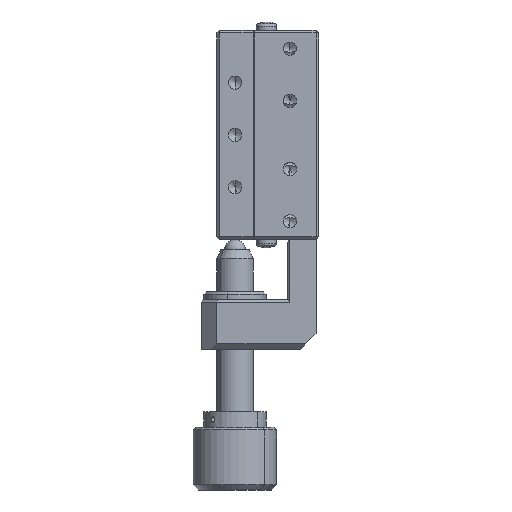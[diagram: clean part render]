
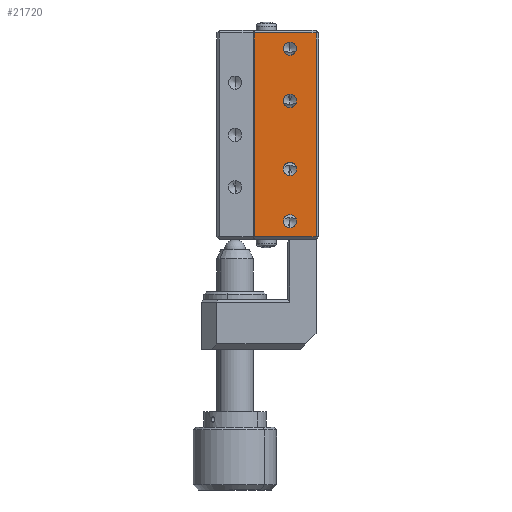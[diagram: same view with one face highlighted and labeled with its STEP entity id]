
A CAD part, front view. The second image highlights one B-rep face of the part: STEP entity #21720.
In plain terms, the highlighted planar face has unit normal (0, -1, 0).
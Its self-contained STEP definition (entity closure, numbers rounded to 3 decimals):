
#284 = DIRECTION ( 'NONE',  ( 0., -1., 0. ) ) ;
#315 = LINE ( 'NONE', #3109, #32943 ) ;
#337 = CARTESIAN_POINT ( 'NONE',  ( 19., 0., 0.5 ) ) ;
#723 = CARTESIAN_POINT ( 'NONE',  ( 7.2, 0., 39.5 ) ) ;
#1067 = CARTESIAN_POINT ( 'NONE',  ( 7.2, 0., 0.5 ) ) ;
#1647 = VERTEX_POINT ( 'NONE', #1753 ) ;
#1753 = CARTESIAN_POINT ( 'NONE',  ( 14., 0., 4.75 ) ) ;
#1769 = DIRECTION ( 'NONE',  ( 0., -1., 0. ) ) ;
#1772 = CARTESIAN_POINT ( 'NONE',  ( 14., 0., 36.5 ) ) ;
#1962 = EDGE_CURVE ( 'NONE', #17844, #32105, #35538, .T. ) ;
#2045 = LINE ( 'NONE', #33005, #24354 ) ;
#2058 = VERTEX_POINT ( 'NONE', #1067 ) ;
#2828 = VERTEX_POINT ( 'NONE', #25443 ) ;
#2951 = ORIENTED_EDGE ( 'NONE', *, *, #12014, .F. ) ;
#3109 = CARTESIAN_POINT ( 'NONE',  ( 7.2, 0., 0.5 ) ) ;
#3500 = AXIS2_PLACEMENT_3D ( 'NONE', #14572, #12150, #3999 ) ;
#3589 = VERTEX_POINT ( 'NONE', #23426 ) ;
#3875 = CARTESIAN_POINT ( 'NONE',  ( 14., 0., 3.5 ) ) ;
#3999 = DIRECTION ( 'NONE',  ( 0., 0., -1. ) ) ;
#4043 = DIRECTION ( 'NONE',  ( 0., -1., 0. ) ) ;
#4048 = VERTEX_POINT ( 'NONE', #24926 ) ;
#5083 = EDGE_CURVE ( 'NONE', #7061, #4048, #29496, .T. ) ;
#5428 = CARTESIAN_POINT ( 'NONE',  ( 14., 0., 27.75 ) ) ;
#5575 = DIRECTION ( 'NONE',  ( 0., -1., 0. ) ) ;
#6392 = ORIENTED_EDGE ( 'NONE', *, *, #8229, .T. ) ;
#6942 = CARTESIAN_POINT ( 'NONE',  ( 19., 0., 40. ) ) ;
#7061 = VERTEX_POINT ( 'NONE', #5428 ) ;
#7094 = VERTEX_POINT ( 'NONE', #24366 ) ;
#7160 = DIRECTION ( 'NONE',  ( 0., 0., -1. ) ) ;
#7187 = VECTOR ( 'NONE', #15228, 1000. ) ;
#7490 = FACE_BOUND ( 'NONE', #12483, .T. ) ;
#7553 = CARTESIAN_POINT ( 'NONE',  ( 14., 0., 14.75 ) ) ;
#8229 = EDGE_CURVE ( 'NONE', #7094, #30941, #15983, .T. ) ;
#8295 = DIRECTION ( 'NONE',  ( 0., 0., -1. ) ) ;
#8761 = ORIENTED_EDGE ( 'NONE', *, *, #11222, .F. ) ;
#9471 = DIRECTION ( 'NONE',  ( 0., 0., -1. ) ) ;
#9590 = DIRECTION ( 'NONE',  ( 0., -1., 0. ) ) ;
#9591 = CARTESIAN_POINT ( 'NONE',  ( 14., 0., 13.5 ) ) ;
#9605 = VERTEX_POINT ( 'NONE', #337 ) ;
#10082 = FACE_BOUND ( 'NONE', #31748, .T. ) ;
#10102 = VERTEX_POINT ( 'NONE', #19555 ) ;
#10397 = CARTESIAN_POINT ( 'NONE',  ( 14., 0., 26.5 ) ) ;
#10876 = AXIS2_PLACEMENT_3D ( 'NONE', #28164, #11762, #30974 ) ;
#11109 = ORIENTED_EDGE ( 'NONE', *, *, #30568, .T. ) ;
#11222 = EDGE_CURVE ( 'NONE', #1647, #10102, #28081, .T. ) ;
#11564 = DIRECTION ( 'NONE',  ( 0., 0., -1. ) ) ;
#11762 = DIRECTION ( 'NONE',  ( 0., 1., 0. ) ) ;
#11770 = ORIENTED_EDGE ( 'NONE', *, *, #34905, .T. ) ;
#12014 = EDGE_CURVE ( 'NONE', #32105, #17844, #21594, .T. ) ;
#12150 = DIRECTION ( 'NONE',  ( 0., -1., 0. ) ) ;
#12458 = AXIS2_PLACEMENT_3D ( 'NONE', #9591, #4043, #9471 ) ;
#12483 = EDGE_LOOP ( 'NONE', ( #15521, #30306 ) ) ;
#12830 = EDGE_CURVE ( 'NONE', #10102, #1647, #17670, .T. ) ;
#12886 = CARTESIAN_POINT ( 'NONE',  ( 14., 0., 12.25 ) ) ;
#14397 = PLANE ( 'NONE',  #10876 ) ;
#14572 = CARTESIAN_POINT ( 'NONE',  ( 14., 0., 26.5 ) ) ;
#14663 = ORIENTED_EDGE ( 'NONE', *, *, #35171, .F. ) ;
#15228 = DIRECTION ( 'NONE',  ( 0., 0., 1. ) ) ;
#15521 = ORIENTED_EDGE ( 'NONE', *, *, #23773, .F. ) ;
#15574 = AXIS2_PLACEMENT_3D ( 'NONE', #3875, #31009, #11564 ) ;
#15661 = DIRECTION ( 'NONE',  ( 0., -1., 0. ) ) ;
#15983 = LINE ( 'NONE', #723, #34428 ) ;
#16482 = AXIS2_PLACEMENT_3D ( 'NONE', #1772, #15661, #23675 ) ;
#16504 = FACE_OUTER_BOUND ( 'NONE', #33746, .T. ) ;
#16701 = CARTESIAN_POINT ( 'NONE',  ( 14., 0., 3.5 ) ) ;
#17300 = ORIENTED_EDGE ( 'NONE', *, *, #20238, .T. ) ;
#17670 = CIRCLE ( 'NONE', #19294, 1.25 ) ;
#17844 = VERTEX_POINT ( 'NONE', #7553 ) ;
#18181 = EDGE_LOOP ( 'NONE', ( #14663, #25174 ) ) ;
#19294 = AXIS2_PLACEMENT_3D ( 'NONE', #16701, #284, #24969 ) ;
#19499 = FACE_BOUND ( 'NONE', #18181, .T. ) ;
#19555 = CARTESIAN_POINT ( 'NONE',  ( 14., 0., 2.25 ) ) ;
#20238 = EDGE_CURVE ( 'NONE', #9605, #7094, #29051, .T. ) ;
#20420 = AXIS2_PLACEMENT_3D ( 'NONE', #28722, #9590, #7160 ) ;
#20564 = EDGE_LOOP ( 'NONE', ( #25465, #8761 ) ) ;
#21227 = FACE_BOUND ( 'NONE', #20564, .T. ) ;
#21297 = CARTESIAN_POINT ( 'NONE',  ( 7.2, 0., 39.5 ) ) ;
#21594 = CIRCLE ( 'NONE', #25011, 1.25 ) ;
#21720 = ADVANCED_FACE ( 'NONE', ( #7490, #19499, #10082, #21227, #16504 ), #14397, .F. ) ;
#21983 = CARTESIAN_POINT ( 'NONE',  ( 14., 0., 13.5 ) ) ;
#23426 = CARTESIAN_POINT ( 'NONE',  ( 14., 0., 37.75 ) ) ;
#23675 = DIRECTION ( 'NONE',  ( 0., 0., -1. ) ) ;
#23773 = EDGE_CURVE ( 'NONE', #2828, #3589, #34457, .T. ) ;
#24354 = VECTOR ( 'NONE', #8295, 1000. ) ;
#24366 = CARTESIAN_POINT ( 'NONE',  ( 19., 0., 39.5 ) ) ;
#24926 = CARTESIAN_POINT ( 'NONE',  ( 14., 0., 25.25 ) ) ;
#24969 = DIRECTION ( 'NONE',  ( 0., 0., -1. ) ) ;
#25011 = AXIS2_PLACEMENT_3D ( 'NONE', #21983, #5575, #27360 ) ;
#25174 = ORIENTED_EDGE ( 'NONE', *, *, #5083, .F. ) ;
#25443 = CARTESIAN_POINT ( 'NONE',  ( 14., 0., 35.25 ) ) ;
#25465 = ORIENTED_EDGE ( 'NONE', *, *, #12830, .F. ) ;
#27360 = DIRECTION ( 'NONE',  ( 0., 0., -1. ) ) ;
#27417 = DIRECTION ( 'NONE',  ( 1., 0., 0. ) ) ;
#28081 = CIRCLE ( 'NONE', #15574, 1.25 ) ;
#28164 = CARTESIAN_POINT ( 'NONE',  ( 7.2, 0., 40. ) ) ;
#28722 = CARTESIAN_POINT ( 'NONE',  ( 14., 0., 36.5 ) ) ;
#29023 = CIRCLE ( 'NONE', #16482, 1.25 ) ;
#29051 = LINE ( 'NONE', #6942, #7187 ) ;
#29496 = CIRCLE ( 'NONE', #3500, 1.25 ) ;
#30306 = ORIENTED_EDGE ( 'NONE', *, *, #31020, .F. ) ;
#30568 = EDGE_CURVE ( 'NONE', #2058, #9605, #315, .T. ) ;
#30941 = VERTEX_POINT ( 'NONE', #21297 ) ;
#30962 = DIRECTION ( 'NONE',  ( -1., 0., 0. ) ) ;
#30974 = DIRECTION ( 'NONE',  ( 0., 0., 1. ) ) ;
#31009 = DIRECTION ( 'NONE',  ( 0., -1., 0. ) ) ;
#31020 = EDGE_CURVE ( 'NONE', #3589, #2828, #29023, .T. ) ;
#31449 = AXIS2_PLACEMENT_3D ( 'NONE', #10397, #1769, #34735 ) ;
#31623 = ORIENTED_EDGE ( 'NONE', *, *, #1962, .F. ) ;
#31748 = EDGE_LOOP ( 'NONE', ( #2951, #31623 ) ) ;
#32105 = VERTEX_POINT ( 'NONE', #12886 ) ;
#32542 = CIRCLE ( 'NONE', #31449, 1.25 ) ;
#32943 = VECTOR ( 'NONE', #27417, 1000. ) ;
#33005 = CARTESIAN_POINT ( 'NONE',  ( 7.2, 0., 40. ) ) ;
#33746 = EDGE_LOOP ( 'NONE', ( #17300, #6392, #11770, #11109 ) ) ;
#34428 = VECTOR ( 'NONE', #30962, 1000. ) ;
#34457 = CIRCLE ( 'NONE', #20420, 1.25 ) ;
#34735 = DIRECTION ( 'NONE',  ( 0., 0., -1. ) ) ;
#34905 = EDGE_CURVE ( 'NONE', #30941, #2058, #2045, .T. ) ;
#35171 = EDGE_CURVE ( 'NONE', #4048, #7061, #32542, .T. ) ;
#35538 = CIRCLE ( 'NONE', #12458, 1.25 ) ;
